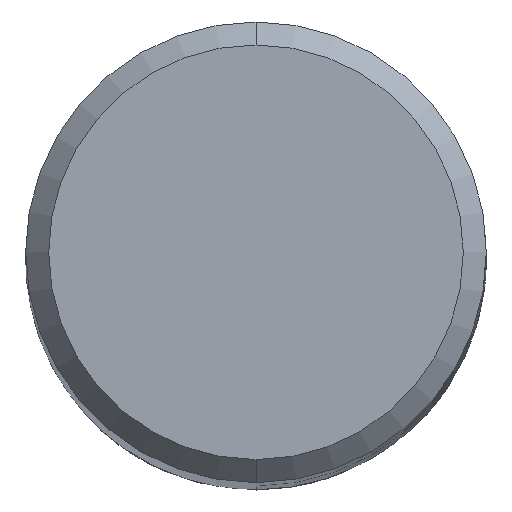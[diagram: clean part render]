
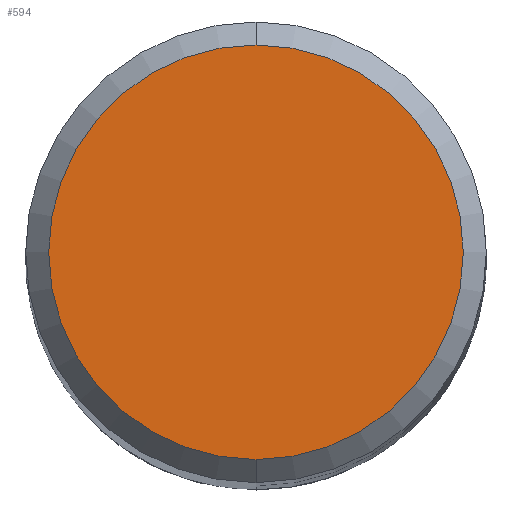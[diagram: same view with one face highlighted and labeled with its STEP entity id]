
A CAD part, top view. The second image highlights one B-rep face of the part: STEP entity #594.
In plain terms, the highlighted planar face has unit normal (0, 0, 1).
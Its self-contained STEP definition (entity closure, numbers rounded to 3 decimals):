
#594=ADVANCED_FACE('',(#1445),#1446,.T.);
#620=VERTEX_POINT('',#1473);
#846=VERTEX_POINT('',#1721);
#850=EDGE_CURVE('',#620,#846,#1725,.T.);
#1024=EDGE_CURVE('',#846,#620,#1919,.T.);
#1445=FACE_OUTER_BOUND('',#2610,.T.);
#1446=PLANE('',#2611);
#1473=CARTESIAN_POINT('',(0.,-4.5,0.0));
#1721=CARTESIAN_POINT('',(0.0,4.5,0.0));
#1725=CIRCLE('',#4708,4.5);
#1919=CIRCLE('',#5802,4.5);
#2610=EDGE_LOOP('',(#8237,#8238));
#2611=AXIS2_PLACEMENT_3D('',#8239,#8240,#8241);
#4708=AXIS2_PLACEMENT_3D('',#8558,#8559,#8560);
#5802=AXIS2_PLACEMENT_3D('',#8830,#8831,#8832);
#8237=ORIENTED_EDGE('',*,*,#1024,.F.);
#8238=ORIENTED_EDGE('',*,*,#850,.F.);
#8239=CARTESIAN_POINT('',(0.0,2.25,0.0));
#8240=DIRECTION('',(-0.0,0.0,1.0));
#8241=DIRECTION('',(0.0,-1.0,0.0));
#8558=CARTESIAN_POINT('',(0.0,0.0,0.0));
#8559=DIRECTION('',(0.0,0.0,-1.0));
#8560=DIRECTION('',(0.0,1.0,0.0));
#8830=CARTESIAN_POINT('',(0.0,0.0,0.0));
#8831=DIRECTION('',(0.0,0.0,-1.0));
#8832=DIRECTION('',(0.0,1.0,0.0));
